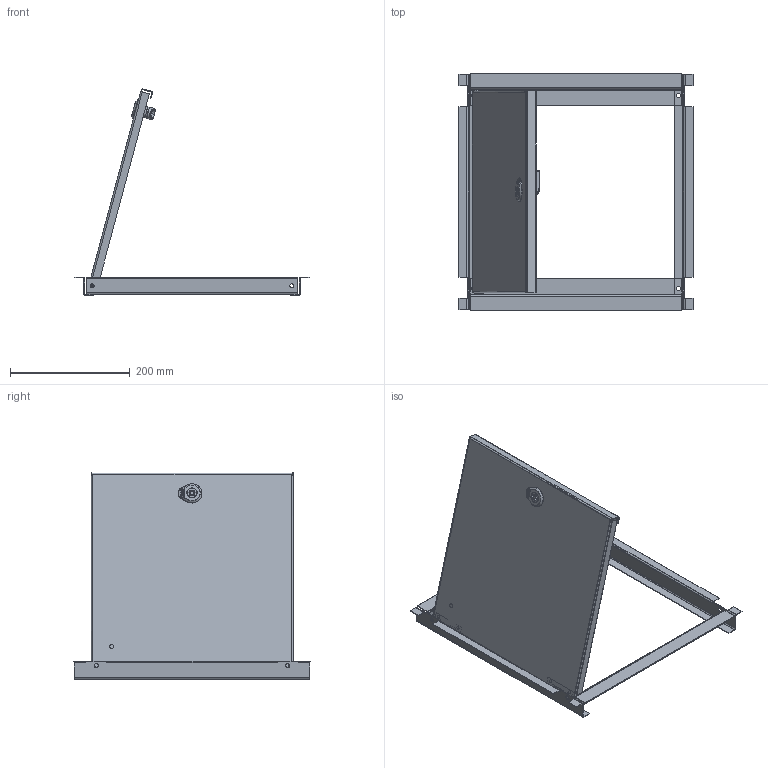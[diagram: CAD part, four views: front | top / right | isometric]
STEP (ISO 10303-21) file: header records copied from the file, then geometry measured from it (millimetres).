
FILE_DESCRIPTION(/* description */ (''),/* implementation_level */ '2;1');
FILE_NAME(/* name */ 'inxpin4040.stp',/* time_stamp */ '2017-05-22T09:42:24+02:00',/* author */ (''),/* organization */ (''),/* preprocessor_version */ 'ST-DEVELOPER v15',/* originating_system */ 'SIEMENS PLM Software NX 9.0',/* authorisation */ '');
FILE_SCHEMA (('CONFIG_CONTROL_DESIGN'));
Length unit declared in the file: millimetre
Products named in the file (15): 995.P013_01; 995.P012_01; 995.P014_01; 995.P017_01; 995.P018_01; 995.P020_01; 1117-u4-pc_asm; 1117-u5-pc_asm; 91335_PERNO_M6x10; X4X66711_1_PUERTA_INTERIOR_INOX_400X400_BIS_PLAST; X4X66764_2_PERFIL_HORIZONTAL_stp; X4X66753_1_PERFIL_VERTICAL_stp; 995_C002_01_stp; SOLD_PUERTA_INTERIOR_stp; inxpin4040_stp
Assembly tree (16 placements, depth 4):
  inxpin4040_stp
    X4X66753_1_PERFIL_VERTICAL_stp  x2
    X4X66764_2_PERFIL_HORIZONTAL_stp  x2
    SOLD_PUERTA_INTERIOR_stp
      995_C002_01_stp
        995.P020_01
        995.P018_01
        995.P017_01
        995.P014_01
        995.P012_01
        995.P013_01
      X4X66711_1_PUERTA_INTERIOR_INOX_400X400_BIS_PLAST
      91335_PERNO_M6x10
      1117-u5-pc_asm
      1117-u4-pc_asm
Bounding box: 390.6 x 396 x 344.35 mm (x, y, z)
Volume: 306497.1 mm3; surface area: 502284.3 mm2
Topology: 21 solids, 21 shells, 740 faces, 1839 edges, 1160 vertices
Faces by surface type: plane 368, cylinder 242, bspline 64, cone 26, torus 21, sphere 19
Full cylindrical faces by diameter (mm): 6 x1, 6.5 x5, 6.9 x8, 7.45 x4, 10 x1, 14 x1, 16.25 x1, 19.3 x1
Entity records: 40767 total; most frequent: CARTESIAN_POINT 23868, ORIENTED_EDGE 3368, DIRECTION 2866, EDGE_CURVE 1684, AXIS2_PLACEMENT_3D 1062, VERTEX_POINT 1060, EDGE_LOOP 748, LINE 742
